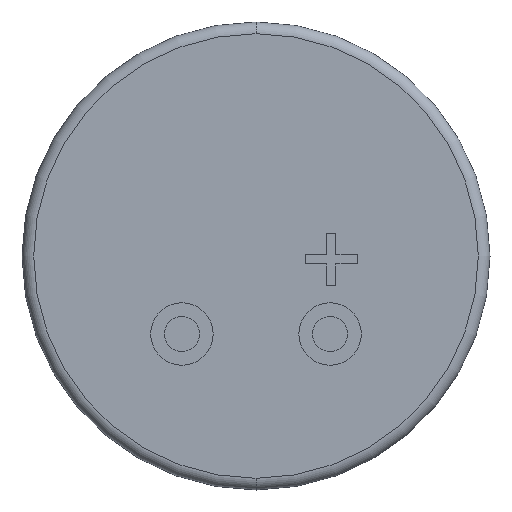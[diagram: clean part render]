
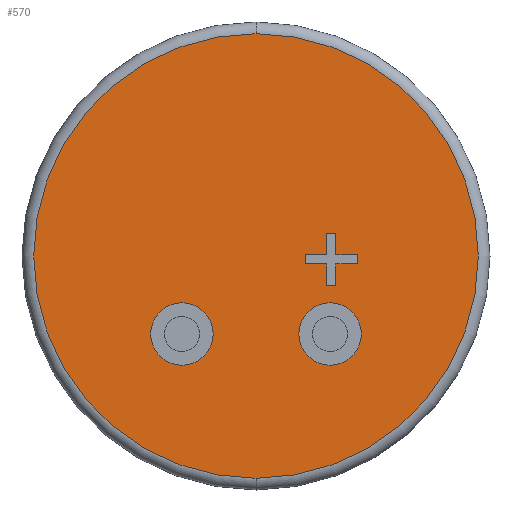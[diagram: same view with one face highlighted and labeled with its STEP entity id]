
A CAD part, front view. The second image highlights one B-rep face of the part: STEP entity #570.
In plain terms, the highlighted planar face has unit normal (0, -1, 0).
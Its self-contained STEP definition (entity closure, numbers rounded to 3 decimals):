
#5 = ORIENTED_EDGE ( 'NONE', *, *, #475, .T. ) ;
#24 = CIRCLE ( 'NONE', #53, 0.4 ) ;
#39 = ORIENTED_EDGE ( 'NONE', *, *, #262, .T. ) ;
#42 = DIRECTION ( 'NONE',  ( -1., 0., 0. ) ) ;
#44 = CIRCLE ( 'NONE', #826, 0.4 ) ;
#46 = DIRECTION ( 'NONE',  ( 0., 0., -1. ) ) ;
#47 = EDGE_LOOP ( 'NONE', ( #1020, #487, #514, #568, #996, #935, #5, #180, #673, #576, #589, #39 ) ) ;
#52 = DIRECTION ( 'NONE',  ( -1., 0., 0. ) ) ;
#53 = AXIS2_PLACEMENT_3D ( 'NONE', #918, #555, #750 ) ;
#58 = VECTOR ( 'NONE', #421, 1000. ) ;
#61 = DIRECTION ( 'NONE',  ( 0., -1., 0. ) ) ;
#78 = VERTEX_POINT ( 'NONE', #198 ) ;
#82 = LINE ( 'NONE', #343, #58 ) ;
#87 = VERTEX_POINT ( 'NONE', #515 ) ;
#99 = CARTESIAN_POINT ( 'NONE',  ( 1.024, 0., -0.379 ) ) ;
#100 = CARTESIAN_POINT ( 'NONE',  ( 0.629, 0., 0.016 ) ) ;
#101 = CARTESIAN_POINT ( 'NONE',  ( -0.95, 0., -1.4 ) ) ;
#103 = EDGE_CURVE ( 'NONE', #778, #148, #756, .T. ) ;
#104 = ORIENTED_EDGE ( 'NONE', *, *, #333, .T. ) ;
#107 = CARTESIAN_POINT ( 'NONE',  ( 0.906, 0., 0.016 ) ) ;
#125 = DIRECTION ( 'NONE',  ( 0., -1., 0. ) ) ;
#139 = VERTEX_POINT ( 'NONE', #513 ) ;
#148 = VERTEX_POINT ( 'NONE', #535 ) ;
#168 = AXIS2_PLACEMENT_3D ( 'NONE', #739, #61, #539 ) ;
#169 = VERTEX_POINT ( 'NONE', #438 ) ;
#180 = ORIENTED_EDGE ( 'NONE', *, *, #103, .T. ) ;
#181 = AXIS2_PLACEMENT_3D ( 'NONE', #467, #125, #720 ) ;
#189 = VERTEX_POINT ( 'NONE', #964 ) ;
#198 = CARTESIAN_POINT ( 'NONE',  ( 0.906, 0., 0.293 ) ) ;
#199 = VERTEX_POINT ( 'NONE', #1058 ) ;
#200 = CARTESIAN_POINT ( 'NONE',  ( 0.906, 0., 0.293 ) ) ;
#230 = CIRCLE ( 'NONE', #895, 2.85 ) ;
#243 = VECTOR ( 'NONE', #52, 1000. ) ;
#244 = VECTOR ( 'NONE', #345, 1000. ) ;
#252 = VERTEX_POINT ( 'NONE', #101 ) ;
#257 = CARTESIAN_POINT ( 'NONE',  ( 0.95, 0., -1.4 ) ) ;
#262 = EDGE_CURVE ( 'NONE', #375, #87, #385, .T. ) ;
#265 = DIRECTION ( 'NONE',  ( 1., 0., 0. ) ) ;
#268 = DIRECTION ( 'NONE',  ( 0., -1., 0. ) ) ;
#272 = ORIENTED_EDGE ( 'NONE', *, *, #885, .F. ) ;
#295 = CARTESIAN_POINT ( 'NONE',  ( 0., 0., -2.85 ) ) ;
#311 = LINE ( 'NONE', #100, #558 ) ;
#317 = VECTOR ( 'NONE', #42, 1000. ) ;
#319 = LINE ( 'NONE', #1062, #243 ) ;
#325 = EDGE_CURVE ( 'NONE', #550, #378, #909, .T. ) ;
#328 = LINE ( 'NONE', #702, #317 ) ;
#329 = EDGE_LOOP ( 'NONE', ( #973, #272 ) ) ;
#333 = EDGE_CURVE ( 'NONE', #199, #688, #230, .T. ) ;
#343 = CARTESIAN_POINT ( 'NONE',  ( 1.024, 0., 0.016 ) ) ;
#345 = DIRECTION ( 'NONE',  ( 0., 0., 1. ) ) ;
#346 = EDGE_CURVE ( 'NONE', #169, #872, #396, .T. ) ;
#348 = DIRECTION ( 'NONE',  ( 1., 0., 0. ) ) ;
#350 = VECTOR ( 'NONE', #530, 1000. ) ;
#356 = EDGE_CURVE ( 'NONE', #701, #375, #319, .T. ) ;
#375 = VERTEX_POINT ( 'NONE', #627 ) ;
#378 = VERTEX_POINT ( 'NONE', #257 ) ;
#385 = LINE ( 'NONE', #695, #460 ) ;
#387 = CARTESIAN_POINT ( 'NONE',  ( 0., 0., 0. ) ) ;
#396 = LINE ( 'NONE', #969, #244 ) ;
#401 = EDGE_CURVE ( 'NONE', #872, #139, #328, .T. ) ;
#419 = CARTESIAN_POINT ( 'NONE',  ( 0.906, 0., -0.102 ) ) ;
#421 = DIRECTION ( 'NONE',  ( 1., 0., 0. ) ) ;
#432 = DIRECTION ( 'NONE',  ( -1., 0., 0. ) ) ;
#433 = CARTESIAN_POINT ( 'NONE',  ( 0.629, 0., 0.016 ) ) ;
#438 = CARTESIAN_POINT ( 'NONE',  ( 0.906, 0., -0.379 ) ) ;
#459 = EDGE_CURVE ( 'NONE', #688, #199, #828, .T. ) ;
#460 = VECTOR ( 'NONE', #1052, 1000. ) ;
#466 = AXIS2_PLACEMENT_3D ( 'NONE', #387, #719, #643 ) ;
#467 = CARTESIAN_POINT ( 'NONE',  ( 0., 0., 0. ) ) ;
#475 = EDGE_CURVE ( 'NONE', #78, #778, #716, .T. ) ;
#476 = LINE ( 'NONE', #906, #667 ) ;
#479 = EDGE_CURVE ( 'NONE', #189, #701, #476, .T. ) ;
#487 = ORIENTED_EDGE ( 'NONE', *, *, #346, .T. ) ;
#499 = EDGE_LOOP ( 'NONE', ( #623, #104 ) ) ;
#508 = VERTEX_POINT ( 'NONE', #107 ) ;
#512 = CARTESIAN_POINT ( 'NONE',  ( 1.024, 0., 0.293 ) ) ;
#513 = CARTESIAN_POINT ( 'NONE',  ( 0.629, 0., -0.102 ) ) ;
#514 = ORIENTED_EDGE ( 'NONE', *, *, #401, .T. ) ;
#515 = CARTESIAN_POINT ( 'NONE',  ( 1.024, 0., -0.379 ) ) ;
#519 = DIRECTION ( 'NONE',  ( 0., -1., 0. ) ) ;
#530 = DIRECTION ( 'NONE',  ( 0., 0., -1. ) ) ;
#535 = CARTESIAN_POINT ( 'NONE',  ( 1.024, 0., 0.016 ) ) ;
#539 = DIRECTION ( 'NONE',  ( 0., 0., 1. ) ) ;
#549 = EDGE_LOOP ( 'NONE', ( #732, #1065 ) ) ;
#550 = VERTEX_POINT ( 'NONE', #988 ) ;
#555 = DIRECTION ( 'NONE',  ( 0., -1., 0. ) ) ;
#558 = VECTOR ( 'NONE', #348, 1000. ) ;
#568 = ORIENTED_EDGE ( 'NONE', *, *, #724, .T. ) ;
#570 = ADVANCED_FACE ( 'NONE', ( #827, #963, #875, #1083 ), #874, .T. ) ;
#576 = ORIENTED_EDGE ( 'NONE', *, *, #479, .T. ) ;
#577 = EDGE_CURVE ( 'NONE', #252, #949, #1094, .T. ) ;
#589 = ORIENTED_EDGE ( 'NONE', *, *, #356, .T. ) ;
#591 = CARTESIAN_POINT ( 'NONE',  ( 1.024, 0., 0.293 ) ) ;
#623 = ORIENTED_EDGE ( 'NONE', *, *, #459, .T. ) ;
#627 = CARTESIAN_POINT ( 'NONE',  ( 1.024, 0., -0.102 ) ) ;
#629 = LINE ( 'NONE', #99, #670 ) ;
#643 = DIRECTION ( 'NONE',  ( 0., 0., -1. ) ) ;
#661 = CARTESIAN_POINT ( 'NONE',  ( -0.95, 0., -0.6 ) ) ;
#667 = VECTOR ( 'NONE', #46, 1000. ) ;
#670 = VECTOR ( 'NONE', #432, 1000. ) ;
#673 = ORIENTED_EDGE ( 'NONE', *, *, #859, .T. ) ;
#688 = VERTEX_POINT ( 'NONE', #295 ) ;
#691 = CARTESIAN_POINT ( 'NONE',  ( 0.95, 0., -1. ) ) ;
#695 = CARTESIAN_POINT ( 'NONE',  ( 1.024, 0., -0.102 ) ) ;
#701 = VERTEX_POINT ( 'NONE', #903 ) ;
#702 = CARTESIAN_POINT ( 'NONE',  ( 0.906, 0., -0.102 ) ) ;
#716 = LINE ( 'NONE', #200, #846 ) ;
#719 = DIRECTION ( 'NONE',  ( 0., -1., 0. ) ) ;
#720 = DIRECTION ( 'NONE',  ( 0., 0., -1. ) ) ;
#724 = EDGE_CURVE ( 'NONE', #139, #768, #893, .T. ) ;
#732 = ORIENTED_EDGE ( 'NONE', *, *, #922, .F. ) ;
#734 = DIRECTION ( 'NONE',  ( 0., 0., -1. ) ) ;
#739 = CARTESIAN_POINT ( 'NONE',  ( -0.95, 0., -1. ) ) ;
#747 = DIRECTION ( 'NONE',  ( 0., -1., 0. ) ) ;
#750 = DIRECTION ( 'NONE',  ( 0., 0., 1. ) ) ;
#756 = LINE ( 'NONE', #512, #350 ) ;
#768 = VERTEX_POINT ( 'NONE', #433 ) ;
#771 = DIRECTION ( 'NONE',  ( 0., 0., 1. ) ) ;
#777 = DIRECTION ( 'NONE',  ( 0., 0., -1. ) ) ;
#778 = VERTEX_POINT ( 'NONE', #591 ) ;
#780 = EDGE_CURVE ( 'NONE', #508, #78, #849, .T. ) ;
#815 = AXIS2_PLACEMENT_3D ( 'NONE', #691, #268, #777 ) ;
#818 = EDGE_CURVE ( 'NONE', #87, #169, #629, .T. ) ;
#821 = CARTESIAN_POINT ( 'NONE',  ( 0.629, 0., -0.102 ) ) ;
#826 = AXIS2_PLACEMENT_3D ( 'NONE', #916, #747, #734 ) ;
#827 = FACE_BOUND ( 'NONE', #47, .T. ) ;
#828 = CIRCLE ( 'NONE', #466, 2.85 ) ;
#839 = EDGE_CURVE ( 'NONE', #768, #508, #311, .T. ) ;
#840 = VECTOR ( 'NONE', #865, 1000. ) ;
#846 = VECTOR ( 'NONE', #265, 1000. ) ;
#849 = LINE ( 'NONE', #1037, #840 ) ;
#859 = EDGE_CURVE ( 'NONE', #148, #189, #82, .T. ) ;
#865 = DIRECTION ( 'NONE',  ( 0., 0., 1. ) ) ;
#869 = DIRECTION ( 'NONE',  ( 0., 0., -1. ) ) ;
#872 = VERTEX_POINT ( 'NONE', #419 ) ;
#874 = PLANE ( 'NONE',  #181 ) ;
#875 = FACE_OUTER_BOUND ( 'NONE', #499, .T. ) ;
#885 = EDGE_CURVE ( 'NONE', #378, #550, #44, .T. ) ;
#893 = LINE ( 'NONE', #821, #947 ) ;
#895 = AXIS2_PLACEMENT_3D ( 'NONE', #1047, #519, #869 ) ;
#903 = CARTESIAN_POINT ( 'NONE',  ( 1.301, 0., -0.102 ) ) ;
#906 = CARTESIAN_POINT ( 'NONE',  ( 1.301, 0., 0.016 ) ) ;
#909 = CIRCLE ( 'NONE', #815, 0.4 ) ;
#916 = CARTESIAN_POINT ( 'NONE',  ( 0.95, 0., -1. ) ) ;
#918 = CARTESIAN_POINT ( 'NONE',  ( -0.95, 0., -1. ) ) ;
#922 = EDGE_CURVE ( 'NONE', #949, #252, #24, .T. ) ;
#935 = ORIENTED_EDGE ( 'NONE', *, *, #780, .T. ) ;
#947 = VECTOR ( 'NONE', #771, 1000. ) ;
#949 = VERTEX_POINT ( 'NONE', #661 ) ;
#963 = FACE_BOUND ( 'NONE', #329, .T. ) ;
#964 = CARTESIAN_POINT ( 'NONE',  ( 1.301, 0., 0.016 ) ) ;
#969 = CARTESIAN_POINT ( 'NONE',  ( 0.906, 0., -0.379 ) ) ;
#973 = ORIENTED_EDGE ( 'NONE', *, *, #325, .F. ) ;
#988 = CARTESIAN_POINT ( 'NONE',  ( 0.95, 0., -0.6 ) ) ;
#996 = ORIENTED_EDGE ( 'NONE', *, *, #839, .T. ) ;
#1020 = ORIENTED_EDGE ( 'NONE', *, *, #818, .T. ) ;
#1037 = CARTESIAN_POINT ( 'NONE',  ( 0.906, 0., 0.016 ) ) ;
#1047 = CARTESIAN_POINT ( 'NONE',  ( 0., 0., 0. ) ) ;
#1052 = DIRECTION ( 'NONE',  ( 0., 0., -1. ) ) ;
#1058 = CARTESIAN_POINT ( 'NONE',  ( 0., 0., 2.85 ) ) ;
#1062 = CARTESIAN_POINT ( 'NONE',  ( 1.301, 0., -0.102 ) ) ;
#1065 = ORIENTED_EDGE ( 'NONE', *, *, #577, .F. ) ;
#1083 = FACE_BOUND ( 'NONE', #549, .T. ) ;
#1094 = CIRCLE ( 'NONE', #168, 0.4 ) ;
